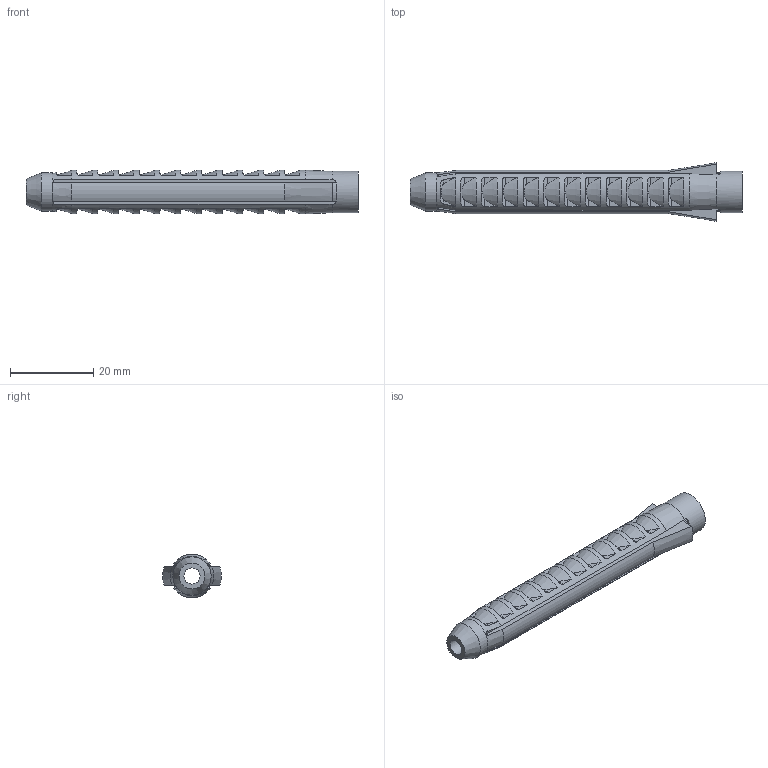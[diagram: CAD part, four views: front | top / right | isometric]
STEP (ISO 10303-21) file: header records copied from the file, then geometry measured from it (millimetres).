
FILE_DESCRIPTION(/* description */ ('STEP AP214'),/* implementation_level */ '2;1');
FILE_NAME(/* name */ 'SFS 330331',/* time_stamp */ '2022-10-20T13:43:57+02:00',/* author */ ('License CC BY-ND 4.0'),/* organization */ ('CADENAS'),/* preprocessor_version */ 'ST-DEVELOPER v18.102',/* originating_system */ 'PARTsolutions',/* authorisation */ ' ');
FILE_SCHEMA (('AUTOMOTIVE_DESIGN {1 0 10303 214 3 1 1}'));
Length unit declared in the file: millimetre
Products named in the file (1): SFS 330331
Bounding box: 80 x 14.13 x 10.5 mm (x, y, z)
Volume: 4390.5 mm3; surface area: 4724.4 mm2
Topology: 1 solids, 1 shells, 165 faces, 417 edges, 276 vertices
Faces by surface type: plane 94, cylinder 40, cone 31
Full cylindrical faces by diameter (mm): 9.25 x1, 10 x1
Entity records: 5292 total; most frequent: CARTESIAN_POINT 1518, ORIENTED_EDGE 820, DIRECTION 680, EDGE_CURVE 410, VERTEX_POINT 274, AXIS2_PLACEMENT_3D 252, EDGE_LOOP 194, FACE_BOUND 194
